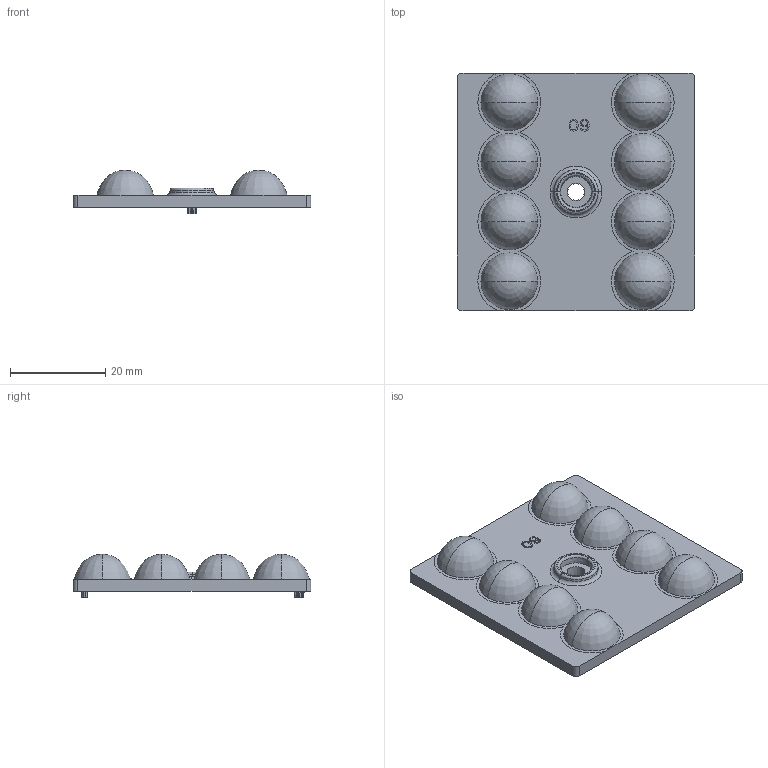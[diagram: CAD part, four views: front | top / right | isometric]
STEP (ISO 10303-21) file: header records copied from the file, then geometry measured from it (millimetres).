
FILE_DESCRIPTION((''),'2;1');
FILE_NAME('PRT0022','2023-11-08T',('86134'),(''),'PRO/ENGINEER BY PARAMETRIC TECHNOLOGY CORPORATION, 2015070','PRO/ENGINEER BY PARAMETRIC TECHNOLOGY CORPORATION, 2015070','');
FILE_SCHEMA(('CONFIG_CONTROL_DESIGN'));
Length unit declared in the file: millimetre
Products named in the file (1): PRT0022
Bounding box: 49.8 x 49.8 x 9.1 mm (x, y, z)
Volume: 7931.8 mm3; surface area: 6559.4 mm2
Topology: 1 solids, 1 shells, 254 faces, 734 edges, 482 vertices
Faces by surface type: plane 140, revolution 48, cone 28, cylinder 20, bspline 12, torus 6
Entity records: 9012 total; most frequent: CARTESIAN_POINT 2462, ORIENTED_EDGE 1404, DIRECTION 1246, EDGE_CURVE 702, VERTEX_POINT 482, VECTOR 402, LINE 402, AXIS2_PLACEMENT_3D 398
